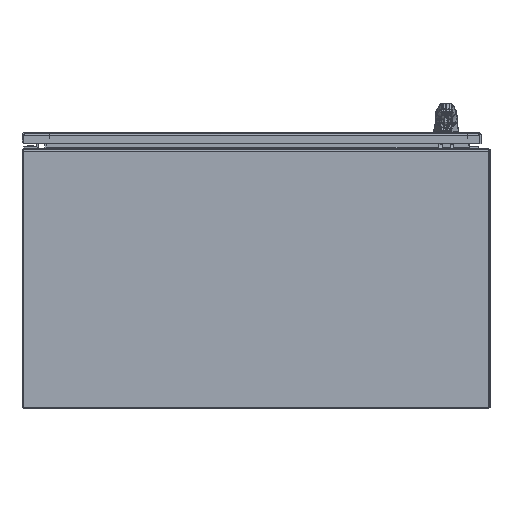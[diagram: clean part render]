
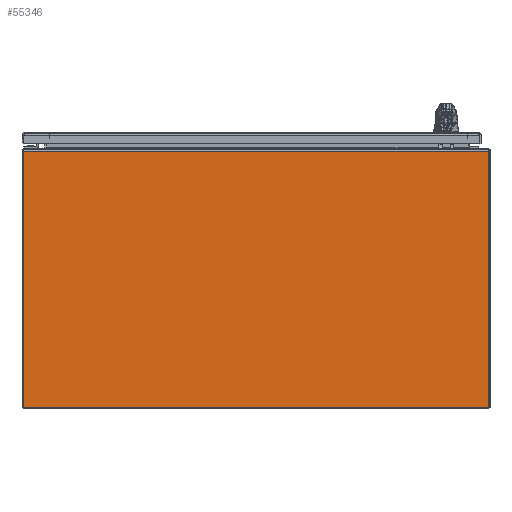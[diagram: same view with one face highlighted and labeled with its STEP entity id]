
A CAD part, front view. The second image highlights one B-rep face of the part: STEP entity #55346.
In plain terms, the highlighted face is planar.
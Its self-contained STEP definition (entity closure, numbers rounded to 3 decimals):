
#9180=PLANE('',#57795);
#10075=FACE_OUTER_BOUND('',#12438,.T.);
#12438=EDGE_LOOP('',(#42766,#42767,#42768,#42769));
#18215=LINE('',#78180,#22038);
#18221=LINE('',#78198,#22044);
#18224=LINE('',#78204,#22047);
#18225=LINE('',#78205,#22048);
#22038=VECTOR('',#63623,35.921);
#22044=VECTOR('',#63647,19.78);
#22047=VECTOR('',#63652,19.78);
#22048=VECTOR('',#63653,35.921);
#25821=VERTEX_POINT('',#78177);
#25822=VERTEX_POINT('',#78179);
#25825=VERTEX_POINT('',#78197);
#25827=VERTEX_POINT('',#78203);
#33889=EDGE_CURVE('',#25822,#25821,#18215,.T.);
#33898=EDGE_CURVE('',#25822,#25825,#18221,.T.);
#33901=EDGE_CURVE('',#25827,#25821,#18224,.T.);
#33902=EDGE_CURVE('',#25825,#25827,#18225,.T.);
#42766=ORIENTED_EDGE('',*,*,#33889,.T.);
#42767=ORIENTED_EDGE('',*,*,#33901,.F.);
#42768=ORIENTED_EDGE('',*,*,#33902,.F.);
#42769=ORIENTED_EDGE('',*,*,#33898,.F.);
#55346=ADVANCED_FACE('',(#10075),#9180,.T.);
#57795=AXIS2_PLACEMENT_3D('',#78202,#63650,#63651);
#63623=DIRECTION('',(1.,0.,0.));
#63647=DIRECTION('',(0.,1.,0.));
#63650=DIRECTION('center_axis',(0.,0.,1.));
#63651=DIRECTION('ref_axis',(1.,0.,0.));
#63652=DIRECTION('',(0.,-1.,0.));
#63653=DIRECTION('',(1.,0.,0.));
#78177=CARTESIAN_POINT('',(17.961,-9.769,0.102));
#78179=CARTESIAN_POINT('',(-17.961,-9.769,0.102));
#78180=CARTESIAN_POINT('',(-8.98,-9.769,0.102));
#78197=CARTESIAN_POINT('',(-17.961,10.012,0.102));
#78198=CARTESIAN_POINT('',(-17.961,-10.012,0.102));
#78202=CARTESIAN_POINT('Origin',(0.,0.,0.102));
#78203=CARTESIAN_POINT('',(17.961,10.012,0.102));
#78204=CARTESIAN_POINT('',(17.961,10.012,0.102));
#78205=CARTESIAN_POINT('',(-17.961,10.012,0.102));
